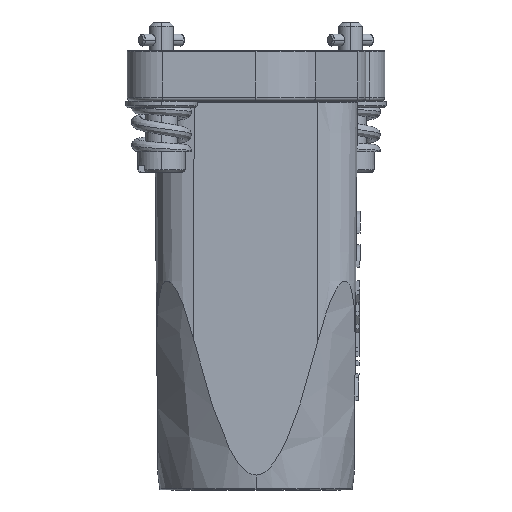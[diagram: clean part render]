
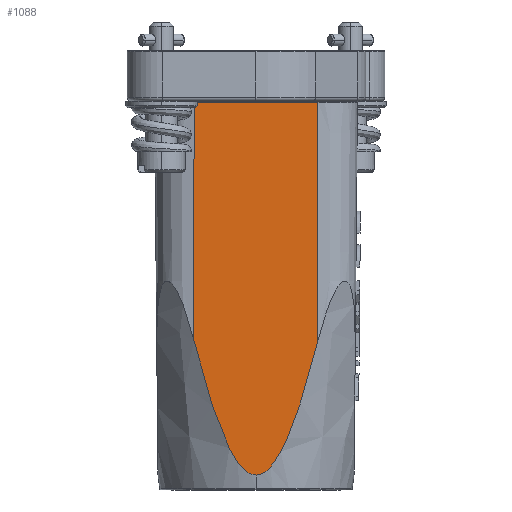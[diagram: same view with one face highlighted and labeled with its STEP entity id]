
A CAD part, left-side view. The second image highlights one B-rep face of the part: STEP entity #1088.
In plain terms, the highlighted planar face has unit normal (-1, 0, -0.009).
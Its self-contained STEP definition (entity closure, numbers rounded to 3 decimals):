
#189=B_SPLINE_CURVE_WITH_KNOTS('',3,(#9034,#9035,#9036,#9037,#9038,#9039,
#9040,#9041,#9042,#9043,#9044,#9045,#9046,#9047,#9048,#9049,#9050,#9051,
#9052,#9053,#9054,#9055,#9056,#9057,#9058,#9059,#9060),.UNSPECIFIED.,.F.,
 .F.,(4,2,2,1,2,2,1,1,1,2,2,1,2,2,2,4),(0.,0.25,0.375,
0.438,0.469,0.5,0.625,
0.688,0.719,0.734,0.75,0.813,
0.844,0.875,0.938,1.),.UNSPECIFIED.);
#190=B_SPLINE_CURVE_WITH_KNOTS('',3,(#9063,#9064,#9065,#9066,#9067,#9068,
#9069,#9070,#9071,#9072,#9073,#9074,#9075,#9076,#9077,#9078,#9079,#9080,
#9081,#9082,#9083,#9084,#9085,#9086,#9087,#9088,#9089,#9090,#9091,#9092),
 .UNSPECIFIED.,.F.,.F.,(4,2,2,2,2,1,1,2,2,1,1,2,2,2,2,2,4),(0.,0.062,
0.094,0.109,0.125,0.187,
0.219,0.234,0.25,0.375,
0.437,0.469,0.5,0.625,
0.75,0.875,1.),.UNSPECIFIED.);
#1088=ADVANCED_FACE('NONE',(#1636),#1478,.T.);
#1478=PLANE('',#6533);
#1636=FACE_OUTER_BOUND('',#2015,.T.);
#2015=EDGE_LOOP('',(#2511,#2512,#2513,#2514,#2515));
#2511=ORIENTED_EDGE('',*,*,#4929,.T.);
#2512=ORIENTED_EDGE('',*,*,#4930,.T.);
#2513=ORIENTED_EDGE('',*,*,#4931,.T.);
#2514=ORIENTED_EDGE('',*,*,#4932,.T.);
#2515=ORIENTED_EDGE('',*,*,#4933,.T.);
#4325=VERTEX_POINT('',#9061);
#4326=VERTEX_POINT('',#9062);
#4327=VERTEX_POINT('',#9093);
#4328=VERTEX_POINT('',#9095);
#4329=VERTEX_POINT('',#9097);
#4929=EDGE_CURVE('NONE',#4325,#4326,#189,.T.);
#4930=EDGE_CURVE('NONE',#4326,#4327,#190,.T.);
#4931=EDGE_CURVE('NONE',#4327,#4328,#5841,.T.);
#4932=EDGE_CURVE('NONE',#4328,#4329,#5842,.T.);
#4933=EDGE_CURVE('NONE',#4329,#4325,#5843,.T.);
#5841=LINE('',#9094,#6180);
#5842=LINE('',#9096,#6181);
#5843=LINE('',#9098,#6182);
#6180=VECTOR('',#7200,1.);
#6181=VECTOR('',#7201,1.);
#6182=VECTOR('',#7202,1.);
#6533=AXIS2_PLACEMENT_3D('',#9099,#7203,#7204);
#7200=DIRECTION('',(-0.009,0.,1.));
#7201=DIRECTION('',(0.,1.,0.));
#7202=DIRECTION('',(0.009,0.,-1.));
#7203=DIRECTION('',(-1.,0.,-0.009));
#7204=DIRECTION('',(-0.009,0.,1.));
#9034=CARTESIAN_POINT('',(-12.413,7.75,-29.953));
#9035=CARTESIAN_POINT('',(-12.398,7.334,-31.601));
#9036=CARTESIAN_POINT('',(-12.386,6.951,-33.038));
#9037=CARTESIAN_POINT('',(-12.365,6.279,-35.381));
#9038=CARTESIAN_POINT('',(-12.359,6.073,-36.078));
#9039=CARTESIAN_POINT('',(-12.349,5.703,-37.261));
#9040=CARTESIAN_POINT('',(-12.344,5.518,-37.837));
#9041=CARTESIAN_POINT('',(-12.339,5.333,-38.389));
#9042=CARTESIAN_POINT('',(-12.336,5.21,-38.753));
#9043=CARTESIAN_POINT('',(-12.335,5.165,-38.884));
#9044=CARTESIAN_POINT('',(-12.325,4.774,-40.002));
#9045=CARTESIAN_POINT('',(-12.314,4.312,-41.222));
#9046=CARTESIAN_POINT('',(-12.304,3.782,-42.436));
#9047=CARTESIAN_POINT('',(-12.299,3.52,-42.99));
#9048=CARTESIAN_POINT('',(-12.297,3.408,-43.216));
#9049=CARTESIAN_POINT('',(-12.296,3.333,-43.364));
#9050=CARTESIAN_POINT('',(-12.295,3.313,-43.405));
#9051=CARTESIAN_POINT('',(-12.291,3.044,-43.924));
#9052=CARTESIAN_POINT('',(-12.286,2.723,-44.486));
#9053=CARTESIAN_POINT('',(-12.282,2.405,-44.956));
#9054=CARTESIAN_POINT('',(-12.279,2.193,-45.25));
#9055=CARTESIAN_POINT('',(-12.278,2.121,-45.346));
#9056=CARTESIAN_POINT('',(-12.274,1.706,-45.846));
#9057=CARTESIAN_POINT('',(-12.272,1.427,-46.121));
#9058=CARTESIAN_POINT('',(-12.268,0.791,-46.551));
#9059=CARTESIAN_POINT('',(-12.266,0.378,-46.713));
#9060=CARTESIAN_POINT('',(-12.266,0.,-46.713));
#9061=CARTESIAN_POINT('',(-12.413,7.75,-29.953));
#9062=CARTESIAN_POINT('',(-12.266,0.,-46.713));
#9063=CARTESIAN_POINT('',(-12.266,0.,-46.713));
#9064=CARTESIAN_POINT('',(-12.266,-0.367,-46.713));
#9065=CARTESIAN_POINT('',(-12.268,-0.734,-46.589));
#9066=CARTESIAN_POINT('',(-12.271,-1.287,-46.215));
#9067=CARTESIAN_POINT('',(-12.272,-1.422,-46.099));
#9068=CARTESIAN_POINT('',(-12.274,-1.635,-45.896));
#9069=CARTESIAN_POINT('',(-12.274,-1.706,-45.824));
#9070=CARTESIAN_POINT('',(-12.276,-1.848,-45.67));
#9071=CARTESIAN_POINT('',(-12.276,-1.938,-45.566));
#9072=CARTESIAN_POINT('',(-12.279,-2.201,-45.249));
#9073=CARTESIAN_POINT('',(-12.283,-2.519,-44.807));
#9074=CARTESIAN_POINT('',(-12.289,-2.893,-44.184));
#9075=CARTESIAN_POINT('',(-12.291,-3.054,-43.894));
#9076=CARTESIAN_POINT('',(-12.293,-3.162,-43.695));
#9077=CARTESIAN_POINT('',(-12.294,-3.232,-43.56));
#9078=CARTESIAN_POINT('',(-12.3,-3.565,-42.916));
#9079=CARTESIAN_POINT('',(-12.308,-4.015,-41.938));
#9080=CARTESIAN_POINT('',(-12.32,-4.549,-40.587));
#9081=CARTESIAN_POINT('',(-12.325,-4.78,-39.963));
#9082=CARTESIAN_POINT('',(-12.329,-4.935,-39.537));
#9083=CARTESIAN_POINT('',(-12.331,-5.029,-39.273));
#9084=CARTESIAN_POINT('',(-12.339,-5.337,-38.39));
#9085=CARTESIAN_POINT('',(-12.346,-5.584,-37.641));
#9086=CARTESIAN_POINT('',(-12.359,-6.078,-36.061));
#9087=CARTESIAN_POINT('',(-12.365,-6.281,-35.376));
#9088=CARTESIAN_POINT('',(-12.379,-6.733,-33.798));
#9089=CARTESIAN_POINT('',(-12.385,-6.93,-33.086));
#9090=CARTESIAN_POINT('',(-12.399,-7.335,-31.571));
#9091=CARTESIAN_POINT('',(-12.406,-7.541,-30.78));
#9092=CARTESIAN_POINT('',(-12.413,-7.75,-29.953));
#9093=CARTESIAN_POINT('',(-12.413,-7.75,-29.953));
#9094=CARTESIAN_POINT('',(-12.25,-7.75,-48.6));
#9095=CARTESIAN_POINT('',(-12.672,-7.75,-0.198));
#9096=CARTESIAN_POINT('',(-12.672,-9.688,-0.198));
#9097=CARTESIAN_POINT('',(-12.672,7.75,-0.198));
#9098=CARTESIAN_POINT('',(-12.25,7.75,-48.6));
#9099=CARTESIAN_POINT('',(-12.25,-9.688,-48.6));
